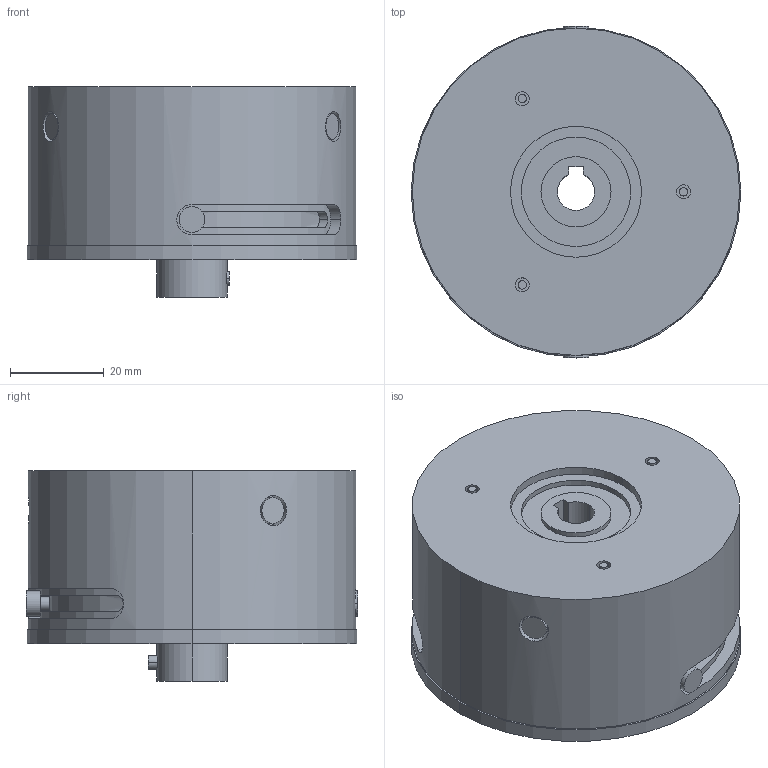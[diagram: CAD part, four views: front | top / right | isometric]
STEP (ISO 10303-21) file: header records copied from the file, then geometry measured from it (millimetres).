
FILE_DESCRIPTION (( 'STEP AP203' ), '1' );
FILE_NAME ('PHT 5D_25297300(１体）.STEP', '2016-03-15T06:02:43', ( ' ' ), ( '' ), 'SwSTEP 2.0', 'SolidWorks 2009', '' );
FILE_SCHEMA (( 'CONFIG_CONTROL_DESIGN' ));
Length unit declared in the file: millimetre
Products named in the file (1): PHT 5D_25297300(１体）
Bounding box: 70.5 x 71 x 45 mm (x, y, z)
Volume: 137100.5 mm3; surface area: 21749.2 mm2
Topology: 3 solids, 3 shells, 139 faces, 296 edges, 196 vertices
Faces by surface type: cylinder 91, plane 48
Entity records: 4615 total; most frequent: CARTESIAN_POINT 1458, DIRECTION 676, ORIENTED_EDGE 592, EDGE_CURVE 296, AXIS2_PLACEMENT_3D 286, VERTEX_POINT 196, EDGE_LOOP 174, CIRCLE 146
